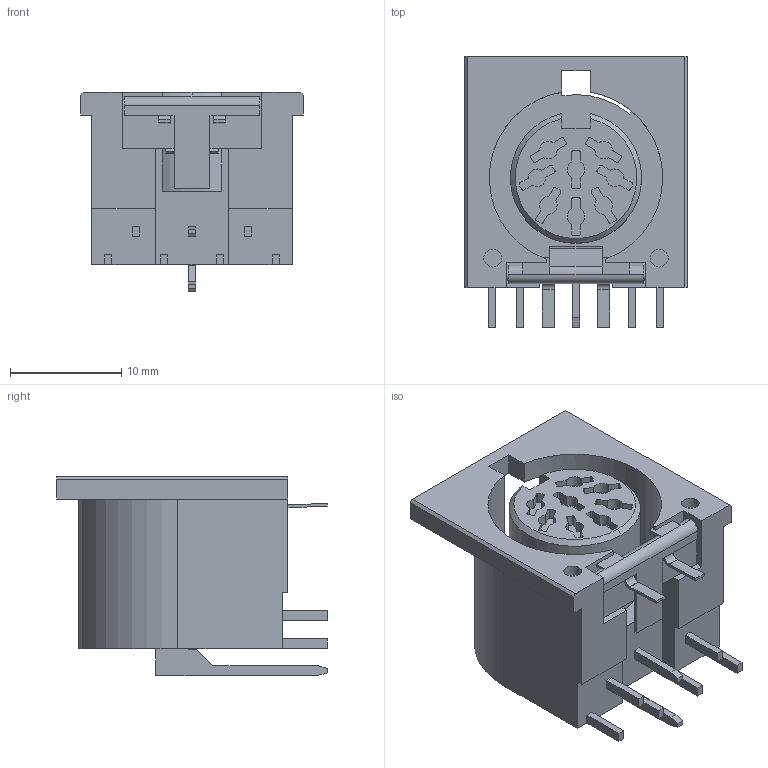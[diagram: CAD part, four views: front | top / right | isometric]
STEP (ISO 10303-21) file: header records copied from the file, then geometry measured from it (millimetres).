
FILE_DESCRIPTION(('STEP AP242'),'1');
FILE_NAME('5211511-1.stp','2022-09-22T21:27:10',('TraceParts'),('TraceParts S.A.'),'Spatial InterOp 3D',' ',' ');
FILE_SCHEMA(('AP242_MANAGED_MODEL_BASED_3D_ENGINEERING_MIM_LF {1 0 10303 442 1 1 4}'));
Length unit declared in the file: millimetre
Products named in the file (1): 5211511-1
Bounding box: 20.07 x 24.38 x 17.92 mm (x, y, z)
Volume: 3848.2 mm3; surface area: 2958.2 mm2
Topology: 1 solids, 1 shells, 312 faces, 874 edges, 576 vertices
Faces by surface type: plane 199, cylinder 111, cone 2
Entity records: 10061 total; most frequent: CARTESIAN_POINT 1771, ORIENTED_EDGE 1748, DIRECTION 1734, EDGE_CURVE 874, LINE 636, VECTOR 636, VERTEX_POINT 576, AXIS2_PLACEMENT_3D 549
